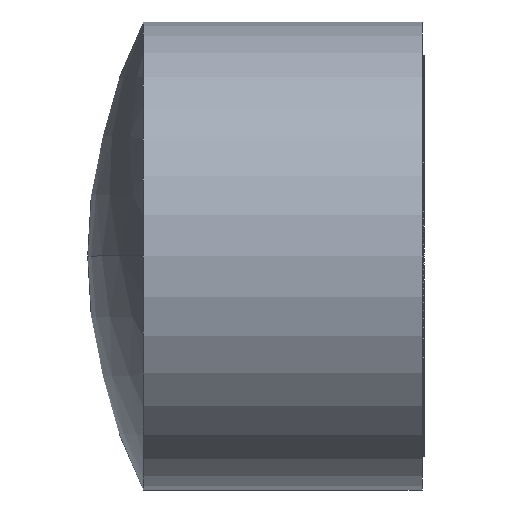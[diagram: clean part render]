
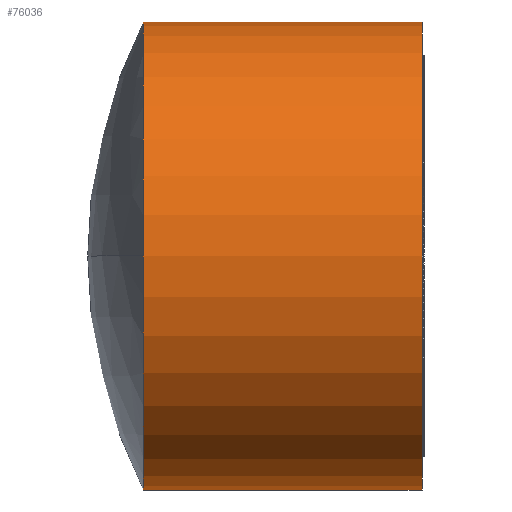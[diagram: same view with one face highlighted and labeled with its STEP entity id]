
A CAD part, left-side view. The second image highlights one B-rep face of the part: STEP entity #76036.
In plain terms, the highlighted cylindrical face has radius 21 mm (diameter 42 mm), a partial arc.
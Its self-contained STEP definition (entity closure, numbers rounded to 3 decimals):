
#1924 = CARTESIAN_POINT ( 'NONE',  ( 0., 25., -21. ) ) ;
#2091 = LINE ( 'NONE', #22112, #15457 ) ;
#3506 = EDGE_LOOP ( 'NONE', ( #26918, #44163, #68452, #76801, #27009 ) ) ;
#3608 = EDGE_CURVE ( 'NONE', #63490, #45030, #2091, .T. ) ;
#7004 = EDGE_CURVE ( 'NONE', #63490, #55374, #51134, .T. ) ;
#7092 = CARTESIAN_POINT ( 'NONE',  ( 0., 25., 0. ) ) ;
#8450 = EDGE_CURVE ( 'NONE', #55374, #67818, #34022, .T. ) ;
#8502 = CARTESIAN_POINT ( 'NONE',  ( 0., 0., 0. ) ) ;
#9712 = CARTESIAN_POINT ( 'NONE',  ( 0., 0., -21. ) ) ;
#15457 = VECTOR ( 'NONE', #65955, 1000. ) ;
#17854 = AXIS2_PLACEMENT_3D ( 'NONE', #7092, #23922, #74042 ) ;
#19801 = DIRECTION ( 'NONE',  ( 0., 0., -1. ) ) ;
#22112 = CARTESIAN_POINT ( 'NONE',  ( 0., 0., 21. ) ) ;
#22444 = EDGE_CURVE ( 'NONE', #45030, #58911, #67267, .T. ) ;
#23279 = AXIS2_PLACEMENT_3D ( 'NONE', #8502, #77021, #19801 ) ;
#23866 = FACE_OUTER_BOUND ( 'NONE', #3506, .T. ) ;
#23922 = DIRECTION ( 'NONE',  ( 0., -1., 0. ) ) ;
#26172 = VECTOR ( 'NONE', #59270, 1000. ) ;
#26918 = ORIENTED_EDGE ( 'NONE', *, *, #3608, .F. ) ;
#27009 = ORIENTED_EDGE ( 'NONE', *, *, #22444, .F. ) ;
#34022 = CIRCLE ( 'NONE', #36724, 21. ) ;
#34403 = CARTESIAN_POINT ( 'NONE',  ( 0., 25., 21. ) ) ;
#36724 = AXIS2_PLACEMENT_3D ( 'NONE', #38443, #63922, #70193 ) ;
#37202 = CARTESIAN_POINT ( 'NONE',  ( 0., 0., 0. ) ) ;
#38443 = CARTESIAN_POINT ( 'NONE',  ( 0., 25., 0. ) ) ;
#40043 = LINE ( 'NONE', #65528, #26172 ) ;
#41799 = DIRECTION ( 'NONE',  ( 0., -1., 0. ) ) ;
#44163 = ORIENTED_EDGE ( 'NONE', *, *, #7004, .T. ) ;
#45030 = VERTEX_POINT ( 'NONE', #46052 ) ;
#46052 = CARTESIAN_POINT ( 'NONE',  ( 0., 0., 21. ) ) ;
#49303 = CYLINDRICAL_SURFACE ( 'NONE', #63330, 21. ) ;
#51134 = CIRCLE ( 'NONE', #17854, 21. ) ;
#53309 = EDGE_CURVE ( 'NONE', #67818, #58911, #40043, .T. ) ;
#55374 = VERTEX_POINT ( 'NONE', #80566 ) ;
#58911 = VERTEX_POINT ( 'NONE', #9712 ) ;
#59270 = DIRECTION ( 'NONE',  ( 0., -1., 0. ) ) ;
#63330 = AXIS2_PLACEMENT_3D ( 'NONE', #37202, #41799, #74809 ) ;
#63490 = VERTEX_POINT ( 'NONE', #34403 ) ;
#63922 = DIRECTION ( 'NONE',  ( 0., -1., 0. ) ) ;
#65528 = CARTESIAN_POINT ( 'NONE',  ( 0., 0., -21. ) ) ;
#65955 = DIRECTION ( 'NONE',  ( 0., -1., 0. ) ) ;
#67267 = CIRCLE ( 'NONE', #23279, 21. ) ;
#67818 = VERTEX_POINT ( 'NONE', #1924 ) ;
#68452 = ORIENTED_EDGE ( 'NONE', *, *, #8450, .T. ) ;
#70193 = DIRECTION ( 'NONE',  ( 0., 0., -1. ) ) ;
#74042 = DIRECTION ( 'NONE',  ( 0., 0., -1. ) ) ;
#74809 = DIRECTION ( 'NONE',  ( 0., 0., -1. ) ) ;
#76036 = ADVANCED_FACE ( 'NONE', ( #23866 ), #49303, .T. ) ;
#76801 = ORIENTED_EDGE ( 'NONE', *, *, #53309, .T. ) ;
#77021 = DIRECTION ( 'NONE',  ( 0., -1., 0. ) ) ;
#80566 = CARTESIAN_POINT ( 'NONE',  ( -21., 25., 0. ) ) ;
